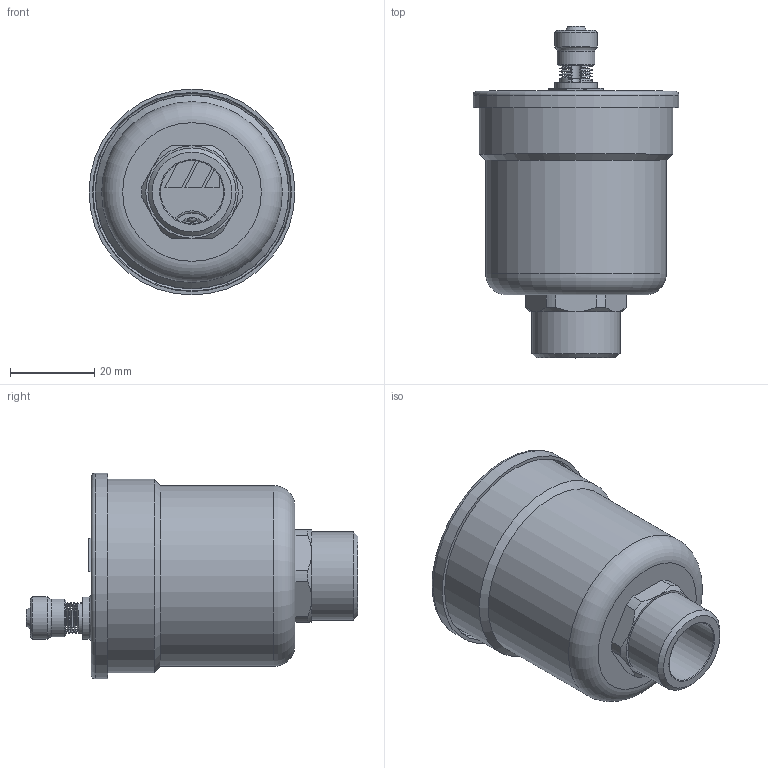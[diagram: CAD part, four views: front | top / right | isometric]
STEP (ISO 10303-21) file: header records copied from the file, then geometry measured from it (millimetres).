
FILE_DESCRIPTION (( 'STEP AP203' ), '1' );
FILE_NAME ('0249115.STEP', '2019-01-07T13:14:03', ( 'Windows User' ), ( 'Watts Water' ), 'SwSTEP 2.0', 'SolidWorks 2017', '' );
FILE_SCHEMA (( 'CONFIG_CONTROL_DESIGN' ));
Length unit declared in the file: millimetre
Products named in the file (1): 0249115
Bounding box: 49 x 79 x 49 mm (x, y, z)
Surface area: 12749.2 mm2 (no closed solid volume)
Topology: 0 solids, 3 shells, 84 faces, 290 edges, 210 vertices
Faces by surface type: plane 30, cylinder 24, cone 12, bspline 10, torus 8
Full cylindrical faces by diameter (mm): 9 x1, 10 x1, 10.15 x1, 15 x1, 20.955 x1, 43 x1, 46 x1, 49 x1
Entity records: 6562 total; most frequent: CARTESIAN_POINT 4383, ORIENTED_EDGE 429, DIRECTION 346, EDGE_CURVE 268, VERTEX_POINT 208, AXIS2_PLACEMENT_3D 130, EDGE_LOOP 115, B_SPLINE_CURVE_WITH_KNOTS 100
